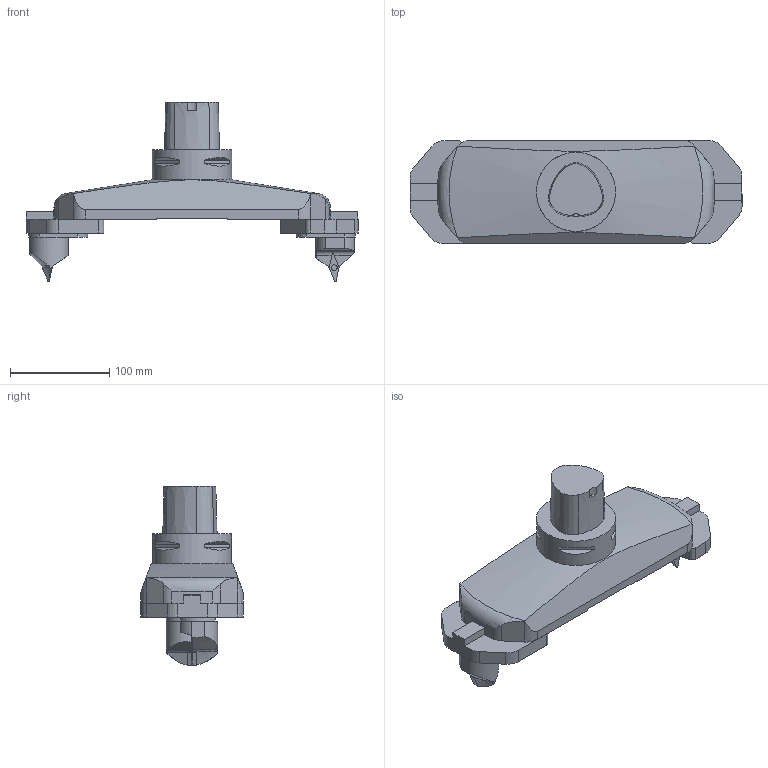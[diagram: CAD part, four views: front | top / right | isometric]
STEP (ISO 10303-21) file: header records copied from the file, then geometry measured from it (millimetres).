
FILE_DESCRIPTION(/* description */ (''),/* implementation_level */ '2;1');
FILE_NAME(/* name */ '1567079350804.stp',/* time_stamp */ '2019-08-29T13:49:18+02:00',/* author */ (''),/* organization */ ('SMS'),/* preprocessor_version */ 'ST-DEVELOPER v16.7',/* originating_system */ 'SIEMENS PLM Software NX 12.0',/* authorisation */ '');
FILE_SCHEMA (('AUTOMOTIVE_DESIGN { 1 0 10303 214 3 1 1 1 }'));
Length unit declared in the file: millimetre
Products named in the file (12): 202284431mod000_00; ASSEMBLY_CONSTRUCTION; IsoTurningInsert; 202284336mod000_00; 201157278mod000_01; 111169520mod000_01; 111166629mod000_01; 111169822mod000_01; 111169818mod000_01; 201156952mod000_01
Assembly tree (12 placements, depth 3):
  201156952mod000_01
    111166629mod000_01
    111169520mod000_01
    111169818mod000_01
      202284336mod000_00
      ASSEMBLY_CONSTRUCTION
      IsoTurningInsert
    201157278mod000_01
    111169822mod000_01
      ASSEMBLY_CONSTRUCTION
      202284431mod000_00
      IsoTurningInsert
    ASSEMBLY_CONSTRUCTION
Bounding box: 335.34 x 104 x 181.02 mm (x, y, z)
Volume: 1358863.3 mm3; surface area: 141765.2 mm2
Topology: 7 solids, 7 shells, 191 faces, 491 edges, 350 vertices
Faces by surface type: plane 103, cylinder 56, torus 12, cone 11, revolution 7, bspline 2
Full cylindrical faces by diameter (mm): 4.4 x4, 80 x1
Entity records: 6252 total; most frequent: CARTESIAN_POINT 1403, DIRECTION 950, ORIENTED_EDGE 878, EDGE_CURVE 439, AXIS2_PLACEMENT_3D 353, VERTEX_POINT 297, LINE 237, VECTOR 237
